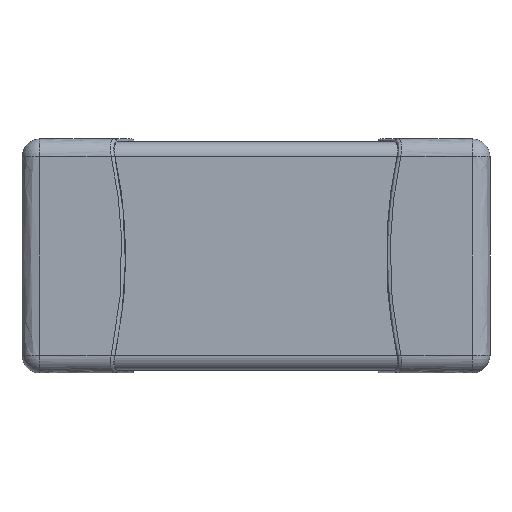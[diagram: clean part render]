
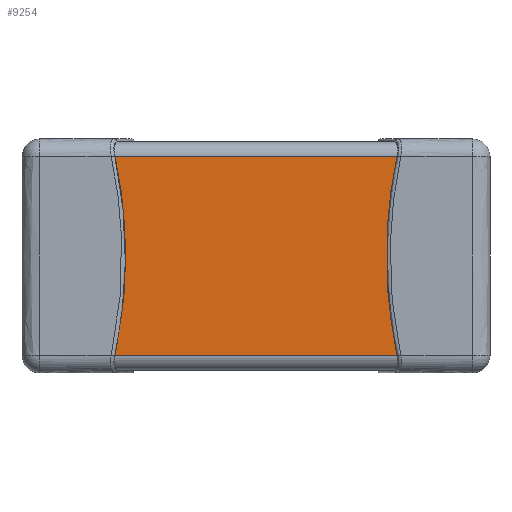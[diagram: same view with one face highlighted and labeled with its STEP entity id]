
A CAD part, front view. The second image highlights one B-rep face of the part: STEP entity #9254.
In plain terms, the highlighted planar face has unit normal (0, -1, 0).
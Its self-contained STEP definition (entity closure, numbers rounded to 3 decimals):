
#9147 = CYLINDRICAL_SURFACE('',#9148,0.05);
#9148 = AXIS2_PLACEMENT_3D('',#9149,#9150,#9151);
#9149 = CARTESIAN_POINT('',(-0.7,-0.34,0.75));
#9150 = DIRECTION('',(-1.,0.,0.));
#9151 = DIRECTION('',(0.,1.,0.));
#9172 = VERTEX_POINT('',#9173);
#9173 = CARTESIAN_POINT('',(0.7,-0.39,0.75));
#9188 = PLANE('',#9189);
#9189 = AXIS2_PLACEMENT_3D('',#9190,#9191,#9192);
#9190 = CARTESIAN_POINT('',(0.7,0.,0.41));
#9191 = DIRECTION('',(1.,0.,0.));
#9192 = DIRECTION('',(0.,0.,1.));
#9200 = EDGE_CURVE('',#9201,#9172,#9203,.T.);
#9201 = VERTEX_POINT('',#9202);
#9202 = CARTESIAN_POINT('',(-0.7,-0.39,0.75));
#9203 = SURFACE_CURVE('',#9204,(#9208,#9215),.PCURVE_S1.);
#9204 = LINE('',#9205,#9206);
#9205 = CARTESIAN_POINT('',(-0.7,-0.39,0.75));
#9206 = VECTOR('',#9207,1.);
#9207 = DIRECTION('',(1.,0.,0.));
#9208 = PCURVE('',#9147,#9209);
#9209 = DEFINITIONAL_REPRESENTATION('',(#9210),#9214);
#9210 = LINE('',#9211,#9212);
#9211 = CARTESIAN_POINT('',(-3.142,0.));
#9212 = VECTOR('',#9213,1.);
#9213 = DIRECTION('',(-0.,-1.));
#9214 = ( GEOMETRIC_REPRESENTATION_CONTEXT(2) 
PARAMETRIC_REPRESENTATION_CONTEXT() REPRESENTATION_CONTEXT('2D SPACE',''
  ) );
#9215 = PCURVE('',#9216,#9221);
#9216 = PLANE('',#9217);
#9217 = AXIS2_PLACEMENT_3D('',#9218,#9219,#9220);
#9218 = CARTESIAN_POINT('',(-0.7,-0.39,0.75));
#9219 = DIRECTION('',(0.,1.,0.));
#9220 = DIRECTION('',(0.,0.,-1.));
#9221 = DEFINITIONAL_REPRESENTATION('',(#9222),#9226);
#9222 = LINE('',#9223,#9224);
#9223 = CARTESIAN_POINT('',(0.,0.));
#9224 = VECTOR('',#9225,1.);
#9225 = DIRECTION('',(0.,-1.));
#9226 = ( GEOMETRIC_REPRESENTATION_CONTEXT(2) 
PARAMETRIC_REPRESENTATION_CONTEXT() REPRESENTATION_CONTEXT('2D SPACE',''
  ) );
#9243 = PLANE('',#9244);
#9244 = AXIS2_PLACEMENT_3D('',#9245,#9246,#9247);
#9245 = CARTESIAN_POINT('',(-0.7,0.,0.41));
#9246 = DIRECTION('',(1.,0.,0.));
#9247 = DIRECTION('',(0.,0.,1.));
#9254 = ADVANCED_FACE('',(#9255),#9216,.F.);
#9255 = FACE_BOUND('',#9256,.F.);
#9256 = EDGE_LOOP('',(#9257,#9258,#9281,#9309));
#9257 = ORIENTED_EDGE('',*,*,#9200,.T.);
#9258 = ORIENTED_EDGE('',*,*,#9259,.T.);
#9259 = EDGE_CURVE('',#9172,#9260,#9262,.T.);
#9260 = VERTEX_POINT('',#9261);
#9261 = CARTESIAN_POINT('',(0.7,-0.39,0.07));
#9262 = SURFACE_CURVE('',#9263,(#9267,#9274),.PCURVE_S1.);
#9263 = LINE('',#9264,#9265);
#9264 = CARTESIAN_POINT('',(0.7,-0.39,0.75));
#9265 = VECTOR('',#9266,1.);
#9266 = DIRECTION('',(0.,0.,-1.));
#9267 = PCURVE('',#9216,#9268);
#9268 = DEFINITIONAL_REPRESENTATION('',(#9269),#9273);
#9269 = LINE('',#9270,#9271);
#9270 = CARTESIAN_POINT('',(0.,-1.4));
#9271 = VECTOR('',#9272,1.);
#9272 = DIRECTION('',(1.,0.));
#9273 = ( GEOMETRIC_REPRESENTATION_CONTEXT(2) 
PARAMETRIC_REPRESENTATION_CONTEXT() REPRESENTATION_CONTEXT('2D SPACE',''
  ) );
#9274 = PCURVE('',#9188,#9275);
#9275 = DEFINITIONAL_REPRESENTATION('',(#9276),#9280);
#9276 = LINE('',#9277,#9278);
#9277 = CARTESIAN_POINT('',(0.34,0.39));
#9278 = VECTOR('',#9279,1.);
#9279 = DIRECTION('',(-1.,0.));
#9280 = ( GEOMETRIC_REPRESENTATION_CONTEXT(2) 
PARAMETRIC_REPRESENTATION_CONTEXT() REPRESENTATION_CONTEXT('2D SPACE',''
  ) );
#9281 = ORIENTED_EDGE('',*,*,#9282,.F.);
#9282 = EDGE_CURVE('',#9283,#9260,#9285,.T.);
#9283 = VERTEX_POINT('',#9284);
#9284 = CARTESIAN_POINT('',(-0.7,-0.39,0.07));
#9285 = SURFACE_CURVE('',#9286,(#9290,#9297),.PCURVE_S1.);
#9286 = LINE('',#9287,#9288);
#9287 = CARTESIAN_POINT('',(-0.7,-0.39,0.07));
#9288 = VECTOR('',#9289,1.);
#9289 = DIRECTION('',(1.,0.,0.));
#9290 = PCURVE('',#9216,#9291);
#9291 = DEFINITIONAL_REPRESENTATION('',(#9292),#9296);
#9292 = LINE('',#9293,#9294);
#9293 = CARTESIAN_POINT('',(0.68,0.));
#9294 = VECTOR('',#9295,1.);
#9295 = DIRECTION('',(0.,-1.));
#9296 = ( GEOMETRIC_REPRESENTATION_CONTEXT(2) 
PARAMETRIC_REPRESENTATION_CONTEXT() REPRESENTATION_CONTEXT('2D SPACE',''
  ) );
#9297 = PCURVE('',#9298,#9303);
#9298 = CYLINDRICAL_SURFACE('',#9299,0.05);
#9299 = AXIS2_PLACEMENT_3D('',#9300,#9301,#9302);
#9300 = CARTESIAN_POINT('',(-0.7,-0.34,0.07));
#9301 = DIRECTION('',(-1.,0.,0.));
#9302 = DIRECTION('',(0.,1.,0.));
#9303 = DEFINITIONAL_REPRESENTATION('',(#9304),#9308);
#9304 = LINE('',#9305,#9306);
#9305 = CARTESIAN_POINT('',(-3.142,0.));
#9306 = VECTOR('',#9307,1.);
#9307 = DIRECTION('',(-0.,-1.));
#9308 = ( GEOMETRIC_REPRESENTATION_CONTEXT(2) 
PARAMETRIC_REPRESENTATION_CONTEXT() REPRESENTATION_CONTEXT('2D SPACE',''
  ) );
#9309 = ORIENTED_EDGE('',*,*,#9310,.F.);
#9310 = EDGE_CURVE('',#9201,#9283,#9311,.T.);
#9311 = SURFACE_CURVE('',#9312,(#9316,#9323),.PCURVE_S1.);
#9312 = LINE('',#9313,#9314);
#9313 = CARTESIAN_POINT('',(-0.7,-0.39,0.75));
#9314 = VECTOR('',#9315,1.);
#9315 = DIRECTION('',(0.,0.,-1.));
#9316 = PCURVE('',#9216,#9317);
#9317 = DEFINITIONAL_REPRESENTATION('',(#9318),#9322);
#9318 = LINE('',#9319,#9320);
#9319 = CARTESIAN_POINT('',(0.,0.));
#9320 = VECTOR('',#9321,1.);
#9321 = DIRECTION('',(1.,0.));
#9322 = ( GEOMETRIC_REPRESENTATION_CONTEXT(2) 
PARAMETRIC_REPRESENTATION_CONTEXT() REPRESENTATION_CONTEXT('2D SPACE',''
  ) );
#9323 = PCURVE('',#9243,#9324);
#9324 = DEFINITIONAL_REPRESENTATION('',(#9325),#9329);
#9325 = LINE('',#9326,#9327);
#9326 = CARTESIAN_POINT('',(0.34,0.39));
#9327 = VECTOR('',#9328,1.);
#9328 = DIRECTION('',(-1.,0.));
#9329 = ( GEOMETRIC_REPRESENTATION_CONTEXT(2) 
PARAMETRIC_REPRESENTATION_CONTEXT() REPRESENTATION_CONTEXT('2D SPACE',''
  ) );
